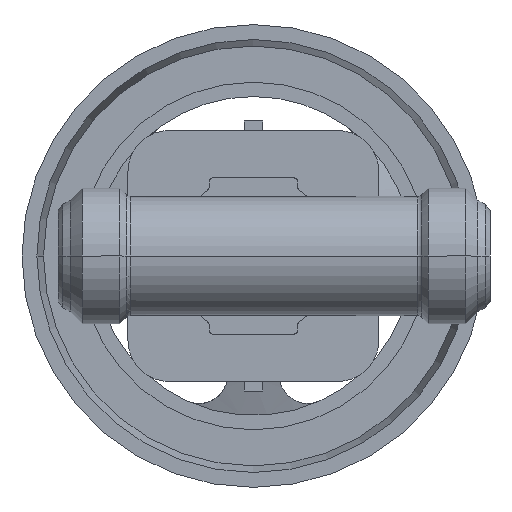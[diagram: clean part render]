
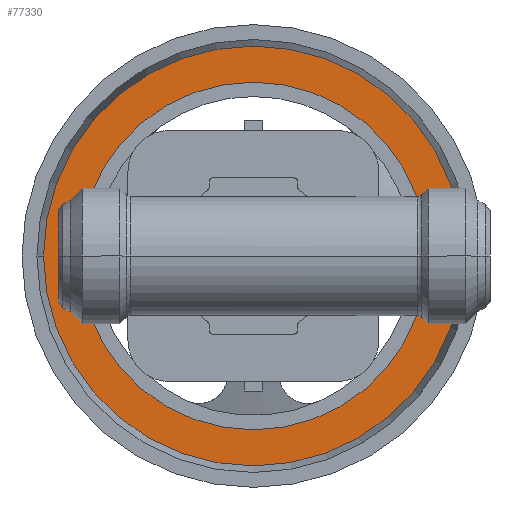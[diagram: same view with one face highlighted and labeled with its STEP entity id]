
A CAD part, front view. The second image highlights one B-rep face of the part: STEP entity #77330.
In plain terms, the highlighted planar face has unit normal (0, -1, 0).
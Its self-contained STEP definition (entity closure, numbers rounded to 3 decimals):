
#76780=CARTESIAN_POINT('',(-7.038,296.,0.));
#76790=VERTEX_POINT('',#76780);
#76870=CARTESIAN_POINT('',(197.038,296.,0.));
#76880=VERTEX_POINT('',#76870);
#76910=CARTESIAN_POINT('',(95.,296.,0.));
#76920=DIRECTION('',(0.,1.,0.));
#76930=DIRECTION('',(1.,0.,0.));
#76940=AXIS2_PLACEMENT_3D('',#76910,#76920,#76930);
#76950=CIRCLE('',#76940,102.038);
#76960=EDGE_CURVE('',#76790,#76880,#76950,.T.);
#77080=CARTESIAN_POINT('',(188.269,296.,0.))
;
#77090=DIRECTION('',(0.,-1.,0.));
#77100=DIRECTION('',(-1.,0.,0.));
#77110=AXIS2_PLACEMENT_3D('',#77080,#77090,#77100);
#77120=PLANE('',#77110);
#77130=EDGE_CURVE('',#76880,#76790,#76950,.T.);
#77140=ORIENTED_EDGE('',*,*,#77130,.F.);
#77150=ORIENTED_EDGE('',*,*,#76960,.F.);
#77160=EDGE_LOOP('',(#77150,#77140));
#77170=FACE_OUTER_BOUND('',#77160,.T.);
#77180=CARTESIAN_POINT('',(95.,296.,0.));
#77190=DIRECTION('',(0.,1.,0.));
#77200=DIRECTION('',(1.,0.,0.));
#77210=AXIS2_PLACEMENT_3D('',#77180,#77190,#77200);
#77220=CIRCLE('',#77210,84.5);
#77230=CARTESIAN_POINT('',(10.5,296.,0.));
#77240=VERTEX_POINT('',#77230);
#77250=CARTESIAN_POINT('',(179.5,296.,0.));
#77260=VERTEX_POINT('',#77250);
#77270=EDGE_CURVE('',#77240,#77260,#77220,.T.);
#77280=ORIENTED_EDGE('',*,*,#77270,.T.);
#77290=EDGE_CURVE('',#77260,#77240,#77220,.T.);
#77300=ORIENTED_EDGE('',*,*,#77290,.T.);
#77310=EDGE_LOOP('',(#77300,#77280));
#77320=FACE_BOUND('',#77310,.T.);
#77330=ADVANCED_FACE('',(#77170,#77320),#77120,.T.);
